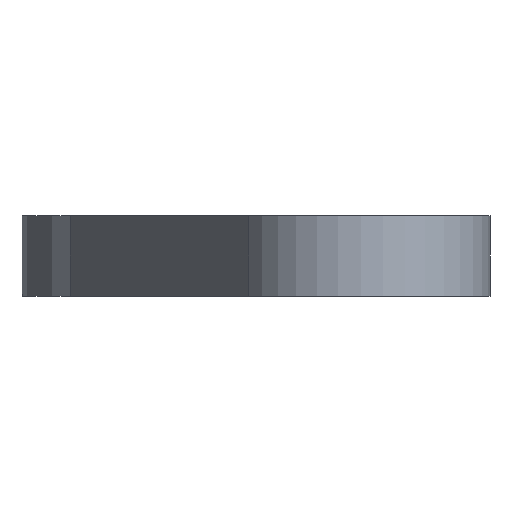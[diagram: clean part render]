
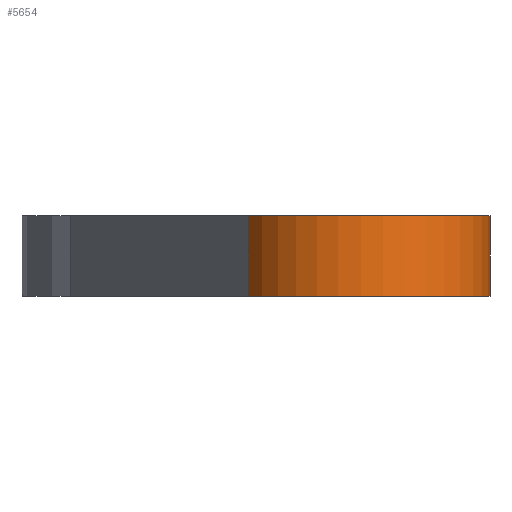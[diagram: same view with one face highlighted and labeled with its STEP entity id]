
A CAD part, left-side view. The second image highlights one B-rep face of the part: STEP entity #5654.
In plain terms, the highlighted cylindrical face has radius 80 mm (diameter 160 mm), a partial arc.
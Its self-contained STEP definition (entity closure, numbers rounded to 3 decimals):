
#23=CARTESIAN_POINT('',(-225.,-105.,-25.));
#24=DIRECTION('',(0.,0.,1.));
#25=DIRECTION('',(-0.5,0.866,0.));
#26=AXIS2_PLACEMENT_3D('',#23,#24,#25);
#110=DIRECTION('',(0.,0.,1.));
#111=VECTOR('',#110,50.);
#112=CARTESIAN_POINT('',(-211.108,-183.785,-25.));
#113=LINE('',#112,#111);
#213=CARTESIAN_POINT('',(-225.,-105.,25.));
#214=DIRECTION('',(0.,0.,1.));
#215=DIRECTION('',(-0.5,0.866,0.));
#216=AXIS2_PLACEMENT_3D('',#213,#214,#215);
#1456=DIRECTION('',(0.,0.,1.));
#1457=VECTOR('',#1456,50.);
#1458=CARTESIAN_POINT('',(-265.,-35.718,-25.));
#1459=LINE('',#1458,#1457);
#3309=CARTESIAN_POINT('',(-265.,-35.718,-25.));
#3311=VERTEX_POINT('',#3309);
#3312=CARTESIAN_POINT('',(-211.108,-183.785,-25.));
#3313=VERTEX_POINT('',#3312);
#3315=CARTESIAN_POINT('',(-265.,-35.718,25.));
#3317=VERTEX_POINT('',#3315);
#3318=CARTESIAN_POINT('',(-211.108,-183.785,25.));
#3319=VERTEX_POINT('',#3318);
#5643=CARTESIAN_POINT('',(-225.,-105.,-25.));
#5644=DIRECTION('',(0.,0.,1.));
#5645=DIRECTION('',(1.,0.,0.));
#5646=AXIS2_PLACEMENT_3D('',#5643,#5644,#5645);
#5647=CYLINDRICAL_SURFACE('',#5646,80.);
#5648=ORIENTED_EDGE('',*,*,#4405,.F.);
#5649=ORIENTED_EDGE('',*,*,#5638,.T.);
#5650=ORIENTED_EDGE('',*,*,#4518,.T.);
#5651=ORIENTED_EDGE('',*,*,#4484,.F.);
#5652=EDGE_LOOP('',(#5648,#5649,#5650,#5651));
#5653=FACE_OUTER_BOUND('',#5652,.F.);
#5654=ADVANCED_FACE('',(#5653),#5647,.T.);
#27=CIRCLE('',#26,80.);
#217=CIRCLE('',#216,80.);
#4405=EDGE_CURVE('',#3311,#3313,#27,.T.);
#4484=EDGE_CURVE('',#3313,#3319,#113,.T.);
#4518=EDGE_CURVE('',#3317,#3319,#217,.T.);
#5638=EDGE_CURVE('',#3311,#3317,#1459,.T.);
